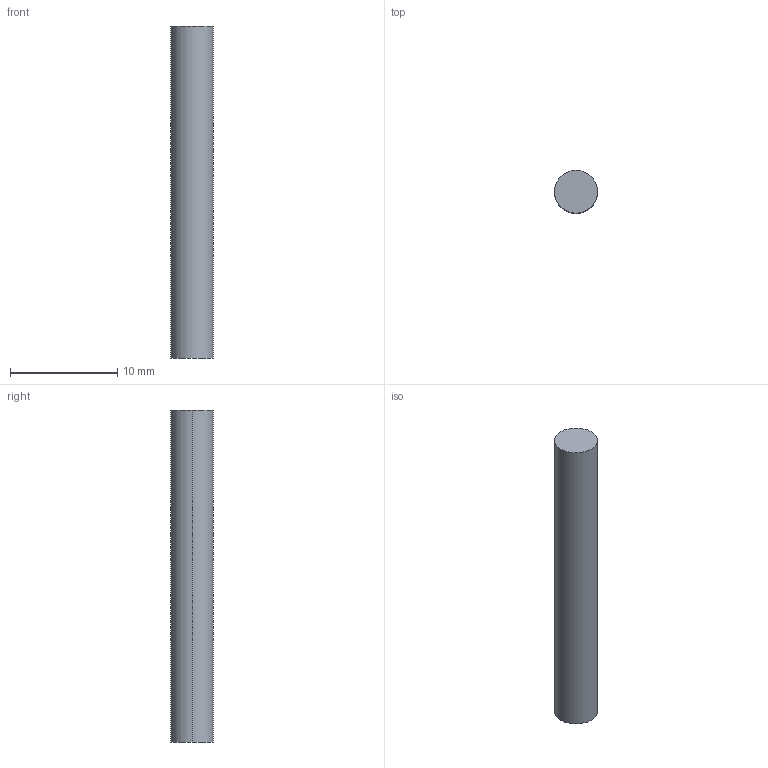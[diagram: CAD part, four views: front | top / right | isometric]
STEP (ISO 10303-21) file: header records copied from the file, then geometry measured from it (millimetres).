
FILE_DESCRIPTION((''),'2;1');
FILE_NAME('14005_OSOVINA_VALJCKA','2022-09-19T11:02:55',('PredragRovcanin'),('Audax d.o.o.'),'CREO PARAMETRIC BY PTC INC, 2020281','CREO PARAMETRIC BY PTC INC, 2020281','');
FILE_SCHEMA(('AUTOMOTIVE_DESIGN { 1 0 10303 214 1 1 1 1 }'));
Length unit declared in the file: millimetre
Products named in the file (1): 14005_OSOVINA_VALJCKA
Bounding box: 4 x 4 x 31 mm (x, y, z)
Volume: 389.6 mm3; surface area: 414.7 mm2
Topology: 1 solids, 1 shells, 4 faces, 7 edges, 6 vertices
Faces by surface type: plane 2, cylinder 2
Entity records: 679 total; most frequent: COLOUR_RGB 321, PROPERTY_DEFINITION 36, REPRESENTATION 34, PROPERTY_DEFINITION_REPRESENTATION 34, DESCRIPTIVE_REPRESENTATION_ITEM 25, GENERAL_PROPERTY 23, GENERAL_PROPERTY_ASSOCIATION 23, DIRECTION 21
